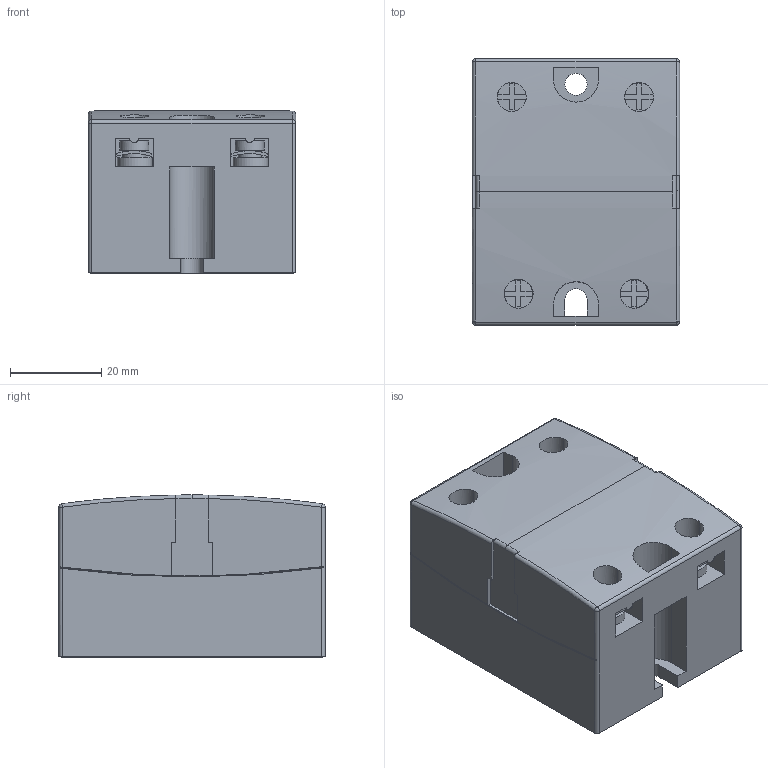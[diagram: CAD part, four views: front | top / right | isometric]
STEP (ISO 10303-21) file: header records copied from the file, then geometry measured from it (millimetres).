
FILE_DESCRIPTION (( 'STEP AP214' ), '1' );
FILE_NAME ('AD-SSR6T40-DC-280A.STEP', '2013-11-27T15:57:40', ( '' ), ( '' ), 'SwSTEP 2.0', 'SolidWorks 2013', '' );
FILE_SCHEMA (( 'AUTOMOTIVE_DESIGN' ));
Length unit declared in the file: inch
Products named in the file (1): AD-SSR6T40-DC-280A
Bounding box: 45.47 x 58.42 x 35.56 mm (x, y, z)
Volume: 84237.1 mm3; surface area: 17036.1 mm2
Topology: 3 solids, 3 shells, 251 faces, 749 edges, 491 vertices
Faces by surface type: plane 145, cylinder 95, torus 7, sphere 4
Entity records: 11820 total; most frequent: CARTESIAN_POINT 2270, ORIENTED_EDGE 1490, DIRECTION 1381, EDGE_CURVE 745, VERTEX_POINT 491, LINE 465, VECTOR 465, AXIS2_PLACEMENT_3D 458
